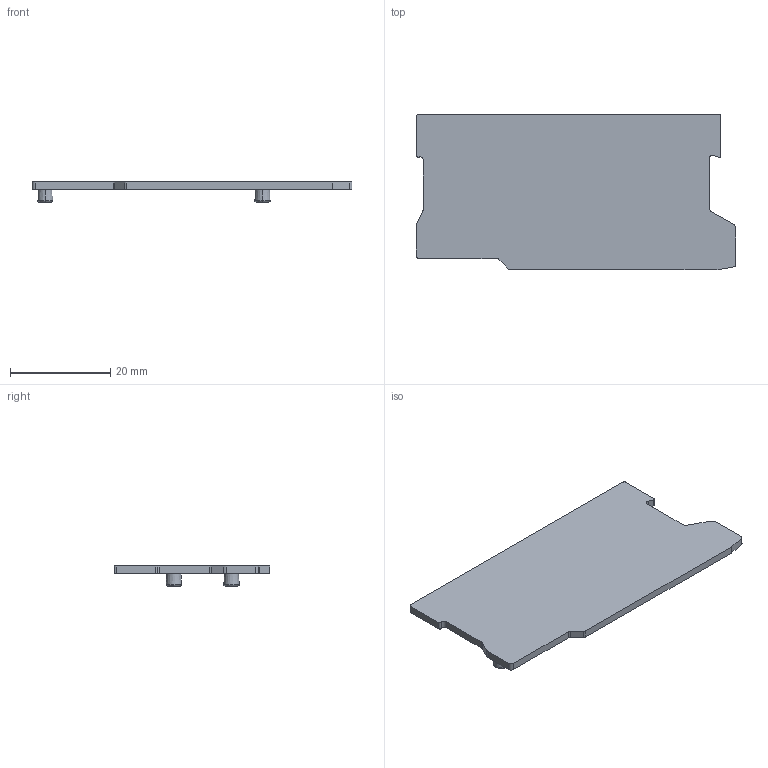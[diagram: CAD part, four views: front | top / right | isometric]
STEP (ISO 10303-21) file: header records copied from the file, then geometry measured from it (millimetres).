
FILE_DESCRIPTION((''),'2;1');
FILE_NAME('ZAPS25_2A1S_3D_VOLUMINA','2013-03-22T',('Frank Ludolph'),(''),'PRO/ENGINEER BY PARAMETRIC TECHNOLOGY CORPORATION, 2012090','PRO/ENGINEER BY PARAMETRIC TECHNOLOGY CORPORATION, 2012090','');
FILE_SCHEMA(('CONFIG_CONTROL_DESIGN'));
Length unit declared in the file: millimetre
Products named in the file (1): ZAPS25_2A1S_3D_VOLUMINA
Bounding box: 63.7 x 31.05 x 4 mm (x, y, z)
Volume: 2730 mm3; surface area: 4012.9 mm2
Topology: 1 solids, 1 shells, 57 faces, 142 edges, 92 vertices
Faces by surface type: plane 26, cylinder 19, cone 8, torus 4
Entity records: 1748 total; most frequent: DIRECTION 314, CARTESIAN_POINT 291, ORIENTED_EDGE 284, EDGE_CURVE 142, AXIS2_PLACEMENT_3D 115, VERTEX_POINT 92, VECTOR 84, LINE 84
